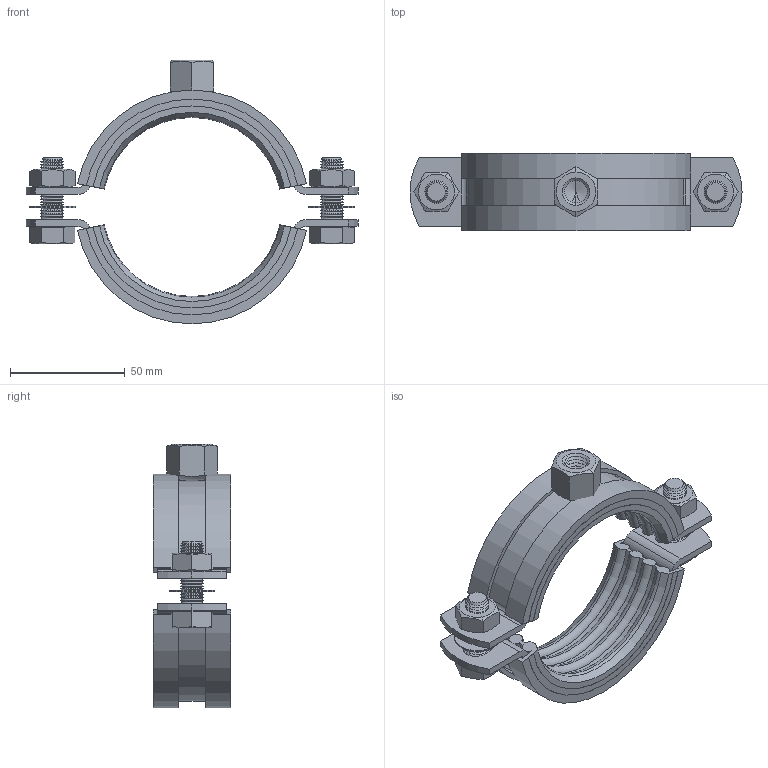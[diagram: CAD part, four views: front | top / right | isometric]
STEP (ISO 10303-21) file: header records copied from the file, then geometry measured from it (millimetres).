
FILE_DESCRIPTION((''),'2;1');
FILE_NAME('39179.stp','2007-07-26T09:35:43',(''),(''),'Mechanical Desktop.R8.0.24.0','Mechanical Desktop.R8.0.24.0',', , ');
FILE_SCHEMA(('CONFIG_CONTROL_DESIGN'));
Length unit declared in the file: millimetre
Products named in the file (22): 39179; SCHELLENGEWINDETEIL MIT PLATEAU; PART1; SCHELLENTEIL MIT PLATEAU; ~PART1; HUTMUTTER12; UVS20,5X9X0,5; TEIL1; DIN 933 M10X30; ~TEIL1; 20184; 20184$0$AVE_RENDER; 20184$0$AVE_GLOBAL; 20184$0$RM_SDB; 09-474; ~~TEIL1; STREIFENGELB; GELB$0$AVE_RENDER; GELB$0$AVE_GLOBAL; GELB$0$RM_SDB; RM_SDB; LAYER
Assembly tree (45 placements, depth 3):
  39179
    SCHELLENGEWINDETEIL MIT PLATEAU
      PART1
    SCHELLENTEIL MIT PLATEAU
      ~PART1
    HUTMUTTER12
    UVS20,5X9X0,5  x2
      TEIL1
    DIN 933 M10X30  x2
      ~TEIL1
    20184  x2
      20184$0$AVE_RENDER
      20184$0$AVE_GLOBAL
      20184$0$RM_SDB
    09-474  x2
      ~~TEIL1
    STREIFENGELB  x4
      GELB$0$AVE_RENDER
      GELB$0$AVE_GLOBAL
      GELB$0$RM_SDB
    RM_SDB  x4
    LAYER
Bounding box: 144.6 x 33.8 x 114.83 mm (x, y, z)
Volume: 91493.3 mm3; surface area: 75403.5 mm2
Topology: 15 solids, 15 shells, 451 faces, 1032 edges, 612 vertices
Faces by surface type: cone 232, plane 95, cylinder 90, torus 32, bspline 2
Entity records: 8231 total; most frequent: DIRECTION 1530, CARTESIAN_POINT 1419, ORIENTED_EDGE 1246, EDGE_CURVE 623, AXIS2_PLACEMENT_3D 622, VERTEX_POINT 373, CIRCLE 309, VECTOR 286
